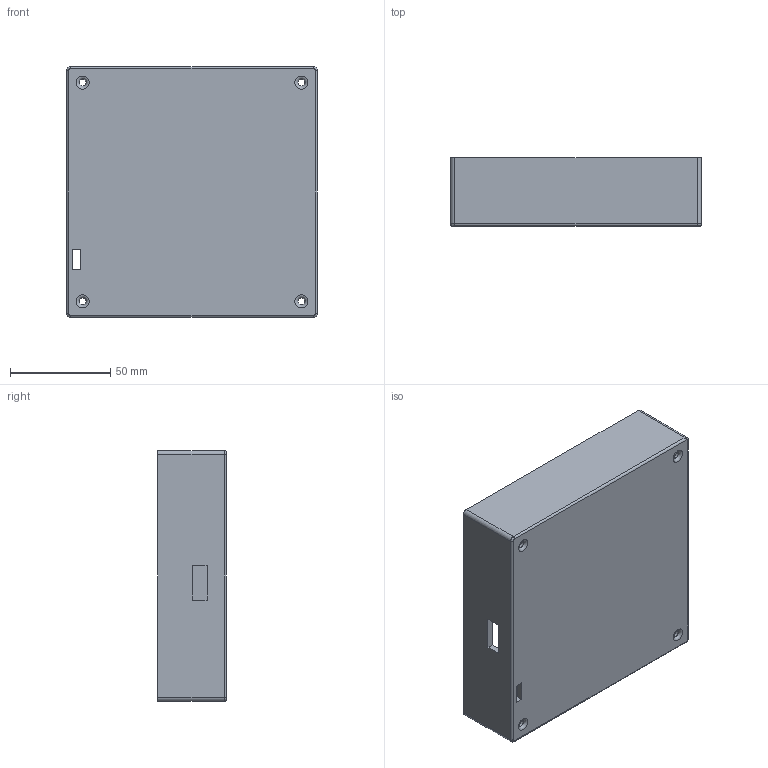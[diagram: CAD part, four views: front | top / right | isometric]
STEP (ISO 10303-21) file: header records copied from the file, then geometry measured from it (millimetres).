
FILE_DESCRIPTION(/* description */ (''),/* implementation_level */ '2;1');
FILE_NAME(/* name */ 'case.step',/* time_stamp */ '2023-03-09T21:55:31+01:00',/* author */ (''),/* organization */ (''),/* preprocessor_version */ 'ST-DEVELOPER v19.2',/* originating_system */ 'Autodesk Translation Framework v11.17.0.187',/* authorisation */ '');
FILE_SCHEMA (('AUTOMOTIVE_DESIGN { 1 0 10303 214 3 1 1 }'));
Length unit declared in the file: millimetre
Products named in the file (1): case
Bounding box: 125 x 34 x 125 mm (x, y, z)
Volume: 97755.3 mm3; surface area: 66163.4 mm2
Topology: 1 solids, 1 shells, 95 faces, 256 edges, 168 vertices
Faces by surface type: plane 71, cylinder 16, torus 4, bspline 4
Full cylindrical faces by diameter (mm): 1.5 x4, 3.5 x4
Entity records: 3034 total; most frequent: CARTESIAN_POINT 552, ORIENTED_EDGE 512, DIRECTION 488, EDGE_CURVE 256, LINE 208, VECTOR 208, VERTEX_POINT 168, AXIS2_PLACEMENT_3D 140
